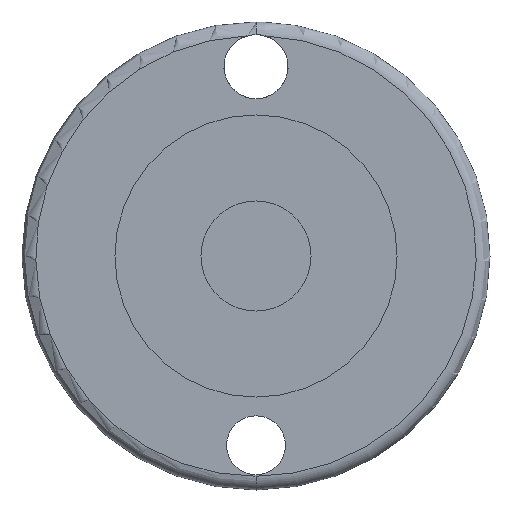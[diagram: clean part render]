
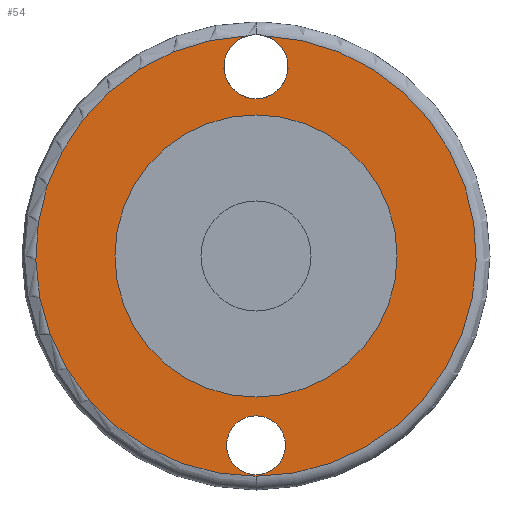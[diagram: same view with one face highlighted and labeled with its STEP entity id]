
A CAD part, front view. The second image highlights one B-rep face of the part: STEP entity #54.
In plain terms, the highlighted planar face has unit normal (0, -1, 0).
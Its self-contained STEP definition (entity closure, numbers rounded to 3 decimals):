
#16 = ORIENTED_EDGE ( 'NONE', *, *, #358, .T. ) ;
#30 = VERTEX_POINT ( 'NONE', #564 ) ;
#45 = VERTEX_POINT ( 'NONE', #566 ) ;
#50 = VERTEX_POINT ( 'NONE', #440 ) ;
#54 = ADVANCED_FACE ( 'NONE', ( #667, #463, #442 ), #569, .T. ) ;
#61 = VERTEX_POINT ( 'NONE', #465 ) ;
#64 = CIRCLE ( 'NONE', #214, 4.661 ) ;
#78 = DIRECTION ( 'NONE',  ( 0., 0., 1. ) ) ;
#80 = DIRECTION ( 'NONE',  ( 0., 1., 0. ) ) ;
#87 = CARTESIAN_POINT ( 'NONE',  ( 0., 0., 27.5 ) ) ;
#107 = CIRCLE ( 'NONE', #118, 20.5 ) ;
#108 = AXIS2_PLACEMENT_3D ( 'NONE', #299, #297, #295 ) ;
#111 = AXIS2_PLACEMENT_3D ( 'NONE', #315, #313, #312 ) ;
#115 = ORIENTED_EDGE ( 'NONE', *, *, #499, .T. ) ;
#117 = AXIS2_PLACEMENT_3D ( 'NONE', #322, #320, #319 ) ;
#118 = AXIS2_PLACEMENT_3D ( 'NONE', #330, #329, #326 ) ;
#137 = DIRECTION ( 'NONE',  ( 0., 0., 1. ) ) ;
#140 = DIRECTION ( 'NONE',  ( 0., 1., 0. ) ) ;
#143 = CARTESIAN_POINT ( 'NONE',  ( 0., 0., -27.5 ) ) ;
#158 = AXIS2_PLACEMENT_3D ( 'NONE', #402, #400, #398 ) ;
#167 = AXIS2_PLACEMENT_3D ( 'NONE', #436, #434, #432 ) ;
#189 = CARTESIAN_POINT ( 'NONE',  ( 0., 0., -23.226 ) ) ;
#205 = CARTESIAN_POINT ( 'NONE',  ( 0., 0., 20.5 ) ) ;
#214 = AXIS2_PLACEMENT_3D ( 'NONE', #87, #80, #78 ) ;
#226 = AXIS2_PLACEMENT_3D ( 'NONE', #143, #140, #137 ) ;
#234 = CARTESIAN_POINT ( 'NONE',  ( 0., 0., -32. ) ) ;
#241 = CARTESIAN_POINT ( 'NONE',  ( 0., 0., 22.839 ) ) ;
#295 = DIRECTION ( 'NONE',  ( 0., 0., -1. ) ) ;
#296 = AXIS2_PLACEMENT_3D ( 'NONE', #427, #443, #454 ) ;
#297 = DIRECTION ( 'NONE',  ( 0., -1., 0. ) ) ;
#299 = CARTESIAN_POINT ( 'NONE',  ( 0., 0., 0. ) ) ;
#312 = DIRECTION ( 'NONE',  ( 0., 0., 1. ) ) ;
#313 = DIRECTION ( 'NONE',  ( 0., 1., 0. ) ) ;
#315 = CARTESIAN_POINT ( 'NONE',  ( 0., 0., 27.5 ) ) ;
#318 = ORIENTED_EDGE ( 'NONE', *, *, #449, .T. ) ;
#319 = DIRECTION ( 'NONE',  ( 0., 0., 1. ) ) ;
#320 = DIRECTION ( 'NONE',  ( 0., 1., 0. ) ) ;
#322 = CARTESIAN_POINT ( 'NONE',  ( 0., 0., -27.5 ) ) ;
#326 = DIRECTION ( 'NONE',  ( 0., 0., -1. ) ) ;
#329 = DIRECTION ( 'NONE',  ( 0., -1., 0. ) ) ;
#330 = CARTESIAN_POINT ( 'NONE',  ( 0., 0., 0. ) ) ;
#333 = EDGE_CURVE ( 'NONE', #50, #674, #342, .T. ) ;
#339 = CIRCLE ( 'NONE', #108, 32. ) ;
#342 = CIRCLE ( 'NONE', #226, 4.274 ) ;
#358 = EDGE_CURVE ( 'NONE', #623, #30, #64, .T. ) ;
#361 = EDGE_LOOP ( 'NONE', ( #444, #601 ) ) ;
#389 = EDGE_LOOP ( 'NONE', ( #115, #470 ) ) ;
#398 = DIRECTION ( 'NONE',  ( 0., 0., -1. ) ) ;
#400 = DIRECTION ( 'NONE',  ( 0., -1., 0. ) ) ;
#402 = CARTESIAN_POINT ( 'NONE',  ( 0., 0., 0. ) ) ;
#427 = CARTESIAN_POINT ( 'NONE',  ( 20.5, 0., 0. ) ) ;
#432 = DIRECTION ( 'NONE',  ( 0., 0., -1. ) ) ;
#434 = DIRECTION ( 'NONE',  ( 0., -1., 0. ) ) ;
#436 = CARTESIAN_POINT ( 'NONE',  ( 0., 0., 0. ) ) ;
#440 = CARTESIAN_POINT ( 'NONE',  ( 0., 0., -31.774 ) ) ;
#442 = FACE_BOUND ( 'NONE', #361, .T. ) ;
#443 = DIRECTION ( 'NONE',  ( 0., -1., 0. ) ) ;
#444 = ORIENTED_EDGE ( 'NONE', *, *, #497, .F. ) ;
#449 = EDGE_CURVE ( 'NONE', #604, #61, #563, .T. ) ;
#454 = DIRECTION ( 'NONE',  ( 0., 0., -1. ) ) ;
#459 = EDGE_CURVE ( 'NONE', #657, #45, #704, .T. ) ;
#463 = FACE_OUTER_BOUND ( 'NONE', #529, .T. ) ;
#465 = CARTESIAN_POINT ( 'NONE',  ( 1.311, 0., 31.973 ) ) ;
#470 = ORIENTED_EDGE ( 'NONE', *, *, #333, .T. ) ;
#497 = EDGE_CURVE ( 'NONE', #45, #657, #107, .T. ) ;
#499 = EDGE_CURVE ( 'NONE', #674, #50, #635, .T. ) ;
#501 = EDGE_CURVE ( 'NONE', #61, #623, #532, .T. ) ;
#504 = EDGE_CURVE ( 'NONE', #30, #604, #339, .T. ) ;
#529 = EDGE_LOOP ( 'NONE', ( #609, #16, #691, #318 ) ) ;
#532 = CIRCLE ( 'NONE', #111, 4.661 ) ;
#563 = CIRCLE ( 'NONE', #167, 32. ) ;
#564 = CARTESIAN_POINT ( 'NONE',  ( -1.311, 0., 31.973 ) ) ;
#566 = CARTESIAN_POINT ( 'NONE',  ( 0., 0., -20.5 ) ) ;
#569 = PLANE ( 'NONE',  #296 ) ;
#601 = ORIENTED_EDGE ( 'NONE', *, *, #459, .F. ) ;
#604 = VERTEX_POINT ( 'NONE', #234 ) ;
#609 = ORIENTED_EDGE ( 'NONE', *, *, #501, .T. ) ;
#623 = VERTEX_POINT ( 'NONE', #241 ) ;
#635 = CIRCLE ( 'NONE', #117, 4.274 ) ;
#657 = VERTEX_POINT ( 'NONE', #205 ) ;
#667 = FACE_BOUND ( 'NONE', #389, .T. ) ;
#674 = VERTEX_POINT ( 'NONE', #189 ) ;
#691 = ORIENTED_EDGE ( 'NONE', *, *, #504, .T. ) ;
#704 = CIRCLE ( 'NONE', #158, 20.5 ) ;
